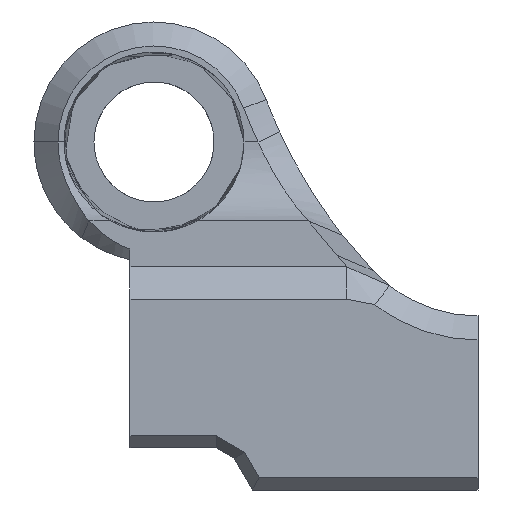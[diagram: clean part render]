
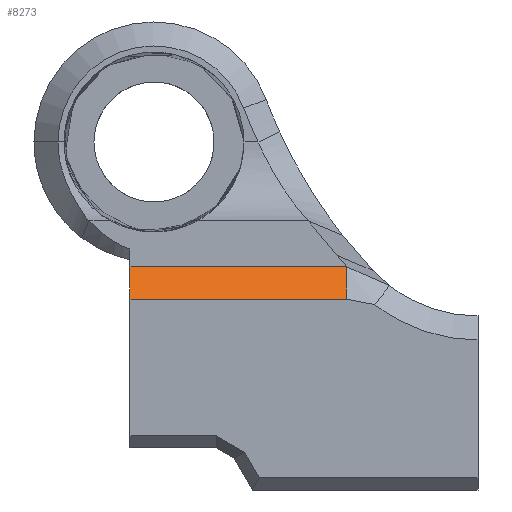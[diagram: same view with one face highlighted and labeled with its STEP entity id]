
A CAD part, front view. The second image highlights one B-rep face of the part: STEP entity #8273.
In plain terms, the highlighted planar face has unit normal (0, -0.819, 0.574).
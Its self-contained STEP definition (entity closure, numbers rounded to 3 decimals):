
#534 = PLANE('',#535);
#535 = AXIS2_PLACEMENT_3D('',#536,#537,#538);
#536 = CARTESIAN_POINT('',(-29.,23.,3.));
#537 = DIRECTION('',(-1.,0.,0.));
#538 = DIRECTION('',(0.,0.,-1.));
#3215 = VERTEX_POINT('',#3216);
#3216 = CARTESIAN_POINT('',(-29.,-31.,6.911));
#3230 = PLANE('',#3231);
#3231 = AXIS2_PLACEMENT_3D('',#3232,#3233,#3234);
#3232 = CARTESIAN_POINT('',(0.,-31.,-9.));
#3233 = DIRECTION('',(0.,1.,0.));
#3234 = DIRECTION('',(0.,0.,-1.));
#3242 = EDGE_CURVE('',#3215,#3243,#3245,.T.);
#3243 = VERTEX_POINT('',#3244);
#3244 = CARTESIAN_POINT('',(-29.,-29.121,9.595));
#3245 = SURFACE_CURVE('',#3246,(#3250,#3257),.PCURVE_S1.);
#3246 = LINE('',#3247,#3248);
#3247 = CARTESIAN_POINT('',(-29.,-28.346,10.701));
#3248 = VECTOR('',#3249,1.);
#3249 = DIRECTION('',(0.,0.574,0.819));
#3250 = PCURVE('',#534,#3251);
#3251 = DEFINITIONAL_REPRESENTATION('',(#3252),#3256);
#3252 = LINE('',#3253,#3254);
#3253 = CARTESIAN_POINT('',(-7.701,51.346));
#3254 = VECTOR('',#3255,1.);
#3255 = DIRECTION('',(-0.819,-0.574));
#3256 = ( GEOMETRIC_REPRESENTATION_CONTEXT(2) 
PARAMETRIC_REPRESENTATION_CONTEXT() REPRESENTATION_CONTEXT('2D SPACE',''
  ) );
#3257 = PCURVE('',#3258,#3263);
#3258 = PLANE('',#3259);
#3259 = AXIS2_PLACEMENT_3D('',#3260,#3261,#3262);
#3260 = CARTESIAN_POINT('',(-29.,-30.06,8.253));
#3261 = DIRECTION('',(0.,0.819,-0.574)
  );
#3262 = DIRECTION('',(-1.,0.,0.));
#3263 = DEFINITIONAL_REPRESENTATION('',(#3264),#3268);
#3264 = LINE('',#3265,#3266);
#3265 = CARTESIAN_POINT('',(0.,2.988));
#3266 = VECTOR('',#3267,1.);
#3267 = DIRECTION('',(-0.,1.));
#3268 = ( GEOMETRIC_REPRESENTATION_CONTEXT(2) 
PARAMETRIC_REPRESENTATION_CONTEXT() REPRESENTATION_CONTEXT('2D SPACE',''
  ) );
#3286 = PLANE('',#3287);
#3287 = AXIS2_PLACEMENT_3D('',#3288,#3289,#3290);
#3288 = CARTESIAN_POINT('',(-61.,-18.606,13.422));
#3289 = DIRECTION('',(0.,0.342,-0.94));
#3290 = DIRECTION('',(0.,-0.94,-0.342
    ));
#8219 = VERTEX_POINT('',#8220);
#8220 = CARTESIAN_POINT('',(-10.932,-31.,6.911));
#8235 = B_SPLINE_SURFACE_WITH_KNOTS('',4,1,(
    (#8236,#8237)
    ,(#8238,#8239)
    ,(#8240,#8241)
    ,(#8242,#8243)
    ,(#8244,#8245
    )),.UNSPECIFIED.,.F.,.F.,.F.,(5,5),(2,2),(0.,1.),(0.,1.),
  .PIECEWISE_BEZIER_KNOTS.);
#8236 = CARTESIAN_POINT('',(-8.598,-31.,6.451));
#8237 = CARTESIAN_POINT('',(-7.37,-29.,8.03));
#8238 = CARTESIAN_POINT('',(-9.181,-31.,6.566));
#8239 = CARTESIAN_POINT('',(-8.272,-29.032,
    8.394));
#8240 = CARTESIAN_POINT('',(-9.765,-31.,6.681));
#8241 = CARTESIAN_POINT('',(-9.166,-29.061,
    8.779));
#8242 = CARTESIAN_POINT('',(-10.349,-31.,6.796));
#8243 = CARTESIAN_POINT('',(-10.052,-29.091,
    9.18));
#8244 = CARTESIAN_POINT('',(-10.932,-31.,6.911));
#8245 = CARTESIAN_POINT('',(-10.932,-29.121,
    9.595));
#8253 = EDGE_CURVE('',#3215,#8219,#8254,.T.);
#8254 = SURFACE_CURVE('',#8255,(#8259,#8266),.PCURVE_S1.);
#8255 = LINE('',#8256,#8257);
#8256 = CARTESIAN_POINT('',(-29.,-31.,6.911));
#8257 = VECTOR('',#8258,1.);
#8258 = DIRECTION('',(1.,0.,0.));
#8259 = PCURVE('',#3230,#8260);
#8260 = DEFINITIONAL_REPRESENTATION('',(#8261),#8265);
#8261 = LINE('',#8262,#8263);
#8262 = CARTESIAN_POINT('',(-15.911,29.));
#8263 = VECTOR('',#8264,1.);
#8264 = DIRECTION('',(-0.,-1.));
#8265 = ( GEOMETRIC_REPRESENTATION_CONTEXT(2) 
PARAMETRIC_REPRESENTATION_CONTEXT() REPRESENTATION_CONTEXT('2D SPACE',''
  ) );
#8266 = PCURVE('',#3258,#8267);
#8267 = DEFINITIONAL_REPRESENTATION('',(#8268),#8272);
#8268 = LINE('',#8269,#8270);
#8269 = CARTESIAN_POINT('',(-0.,-1.638));
#8270 = VECTOR('',#8271,1.);
#8271 = DIRECTION('',(-1.,0.));
#8272 = ( GEOMETRIC_REPRESENTATION_CONTEXT(2) 
PARAMETRIC_REPRESENTATION_CONTEXT() REPRESENTATION_CONTEXT('2D SPACE',''
  ) );
#8273 = ADVANCED_FACE('',(#8274),#3258,.F.);
#8274 = FACE_BOUND('',#8275,.T.);
#8275 = EDGE_LOOP('',(#8276,#8277,#8278,#8298));
#8276 = ORIENTED_EDGE('',*,*,#3242,.F.);
#8277 = ORIENTED_EDGE('',*,*,#8253,.T.);
#8278 = ORIENTED_EDGE('',*,*,#8279,.T.);
#8279 = EDGE_CURVE('',#8219,#8280,#8282,.T.);
#8280 = VERTEX_POINT('',#8281);
#8281 = CARTESIAN_POINT('',(-10.932,-29.121,
    9.595));
#8282 = SURFACE_CURVE('',#8283,(#8286,#8292),.PCURVE_S1.);
#8283 = B_SPLINE_CURVE_WITH_KNOTS('',1,(#8284,#8285),.UNSPECIFIED.,.F.,
  .F.,(2,2),(0.,1.),.PIECEWISE_BEZIER_KNOTS.);
#8284 = CARTESIAN_POINT('',(-10.932,-31.,6.911));
#8285 = CARTESIAN_POINT('',(-10.932,-29.121,
    9.595));
#8286 = PCURVE('',#3258,#8287);
#8287 = DEFINITIONAL_REPRESENTATION('',(#8288),#8291);
#8288 = B_SPLINE_CURVE_WITH_KNOTS('',1,(#8289,#8290),.UNSPECIFIED.,.F.,
  .F.,(2,2),(0.,1.),.PIECEWISE_BEZIER_KNOTS.);
#8289 = CARTESIAN_POINT('',(-18.068,-1.638));
#8290 = CARTESIAN_POINT('',(-18.068,1.638));
#8291 = ( GEOMETRIC_REPRESENTATION_CONTEXT(2) 
PARAMETRIC_REPRESENTATION_CONTEXT() REPRESENTATION_CONTEXT('2D SPACE',''
  ) );
#8292 = PCURVE('',#8235,#8293);
#8293 = DEFINITIONAL_REPRESENTATION('',(#8294),#8297);
#8294 = B_SPLINE_CURVE_WITH_KNOTS('',1,(#8295,#8296),.UNSPECIFIED.,.F.,
  .F.,(2,2),(0.,1.),.PIECEWISE_BEZIER_KNOTS.);
#8295 = CARTESIAN_POINT('',(1.,0.));
#8296 = CARTESIAN_POINT('',(1.,1.));
#8297 = ( GEOMETRIC_REPRESENTATION_CONTEXT(2) 
PARAMETRIC_REPRESENTATION_CONTEXT() REPRESENTATION_CONTEXT('2D SPACE',''
  ) );
#8298 = ORIENTED_EDGE('',*,*,#8299,.F.);
#8299 = EDGE_CURVE('',#3243,#8280,#8300,.T.);
#8300 = SURFACE_CURVE('',#8301,(#8305,#8312),.PCURVE_S1.);
#8301 = LINE('',#8302,#8303);
#8302 = CARTESIAN_POINT('',(-29.,-29.121,9.595));
#8303 = VECTOR('',#8304,1.);
#8304 = DIRECTION('',(1.,0.,0.));
#8305 = PCURVE('',#3258,#8306);
#8306 = DEFINITIONAL_REPRESENTATION('',(#8307),#8311);
#8307 = LINE('',#8308,#8309);
#8308 = CARTESIAN_POINT('',(-0.,1.638));
#8309 = VECTOR('',#8310,1.);
#8310 = DIRECTION('',(-1.,0.));
#8311 = ( GEOMETRIC_REPRESENTATION_CONTEXT(2) 
PARAMETRIC_REPRESENTATION_CONTEXT() REPRESENTATION_CONTEXT('2D SPACE',''
  ) );
#8312 = PCURVE('',#3286,#8313);
#8313 = DEFINITIONAL_REPRESENTATION('',(#8314),#8318);
#8314 = LINE('',#8315,#8316);
#8315 = CARTESIAN_POINT('',(11.19,-32.));
#8316 = VECTOR('',#8317,1.);
#8317 = DIRECTION('',(0.,-1.));
#8318 = ( GEOMETRIC_REPRESENTATION_CONTEXT(2) 
PARAMETRIC_REPRESENTATION_CONTEXT() REPRESENTATION_CONTEXT('2D SPACE',''
  ) );
